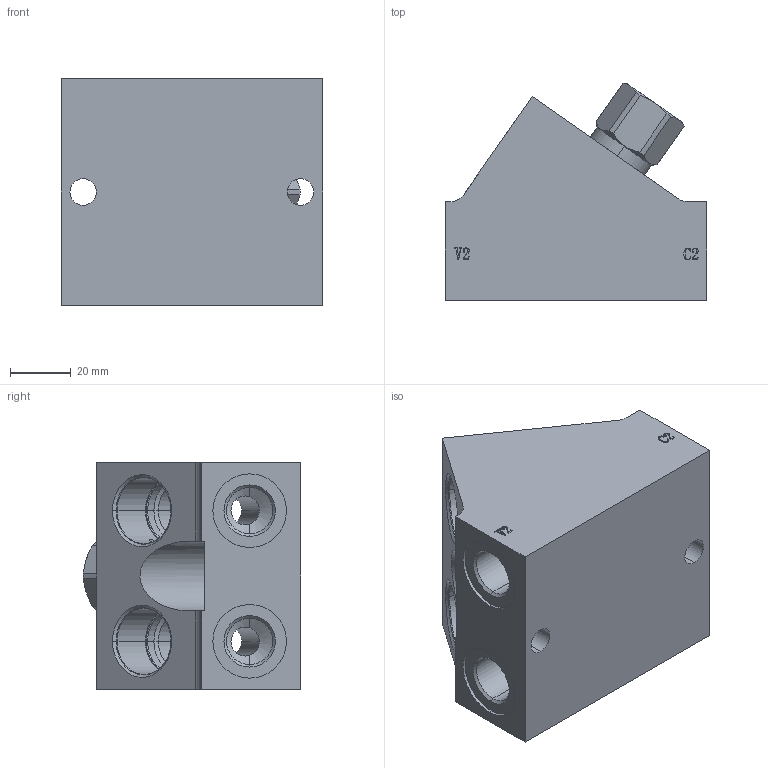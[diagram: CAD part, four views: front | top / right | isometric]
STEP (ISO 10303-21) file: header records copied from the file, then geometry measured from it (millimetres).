
FILE_DESCRIPTION (( 'STEP AP203' ), '1' );
FILE_NAME ('ML-60-CDK-11A3-11A3-G03-Z41.STEP', '2026-02-25T08:43:39', ( '' ), ( '' ), 'SwSTEP 2.0', 'SolidWorks 2018', '' );
FILE_SCHEMA (( 'CONFIG_CONTROL_DESIGN' ));
Length unit declared in the file: millimetre
Products named in the file (3): 6GJF1A017; ML-60-CDK-11A3-11A3-G03-Z41; 6EF060CDKG03A001_目錄
Assembly tree (2 placements, depth 2):
  ML-60-CDK-11A3-11A3-G03-Z41
    6EF060CDKG03A001_目錄
    6GJF1A017
Bounding box: 85.9 x 71.53 x 74.6 mm (x, y, z)
Volume: 239739.7 mm3; surface area: 49741.1 mm2
Topology: 2 solids, 2 shells, 476 faces, 1266 edges, 807 vertices
Faces by surface type: cylinder 156, bspline 115, plane 109, cone 78, torus 18
Entity records: 22654 total; most frequent: CARTESIAN_POINT 11641, ORIENTED_EDGE 2528, DIRECTION 1801, EDGE_CURVE 1264, VERTEX_POINT 807, AXIS2_PLACEMENT_3D 617, LINE 567, VECTOR 567
